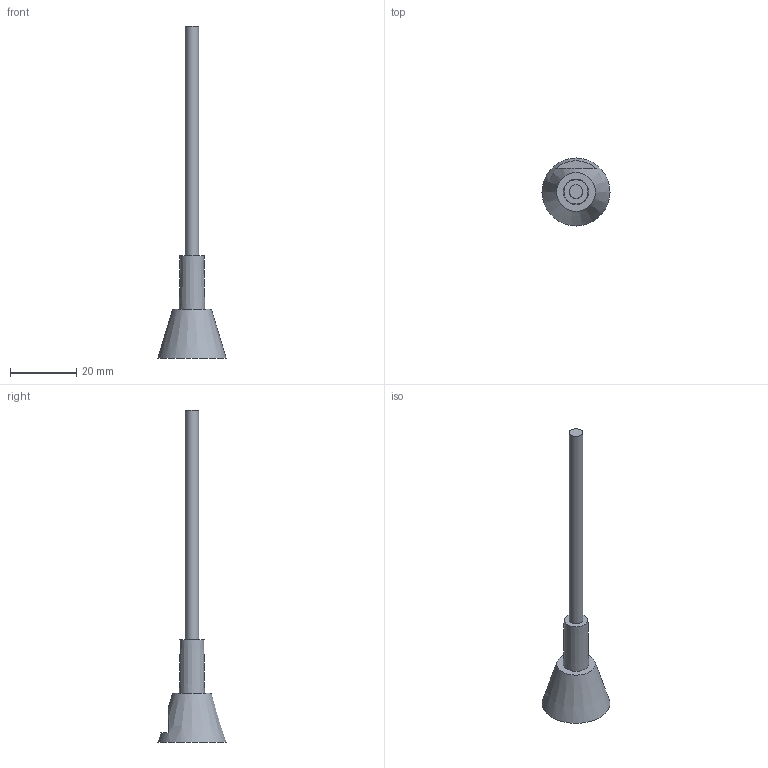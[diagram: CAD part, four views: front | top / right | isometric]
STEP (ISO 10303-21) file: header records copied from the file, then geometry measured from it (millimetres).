
FILE_DESCRIPTION(('Open CASCADE Model'),'2;1');
FILE_NAME('Open CASCADE Shape Model','2025-07-01T18:58:09',('Author'),( 'Open CASCADE'),'Open CASCADE STEP processor 7.5','Open CASCADE 7.5' ,'Unknown');
FILE_SCHEMA(('CONFIG_CONTROL_DESIGN'));
Length unit declared in the file: millimetre
Products named in the file (1): Open CASCADE STEP translator 7.5 20
Bounding box: 20.48 x 20.48 x 99.98 mm (x, y, z)
Volume: 4598.5 mm3; surface area: 2478.6 mm2
Topology: 1 solids, 1 shells, 9 faces, 14 edges, 10 vertices
Faces by surface type: plane 6, cone 2, cylinder 1
Full cylindrical faces by diameter (mm): 4.059 x1
Entity records: 451 total; most frequent: CARTESIAN_POINT 85, DIRECTION 69, ORIENTED_EDGE 28, PCURVE 28, DEFINITIONAL_REPRESENTATION 28, LINE 21, VECTOR 21, AXIS2_PLACEMENT_3D 20
